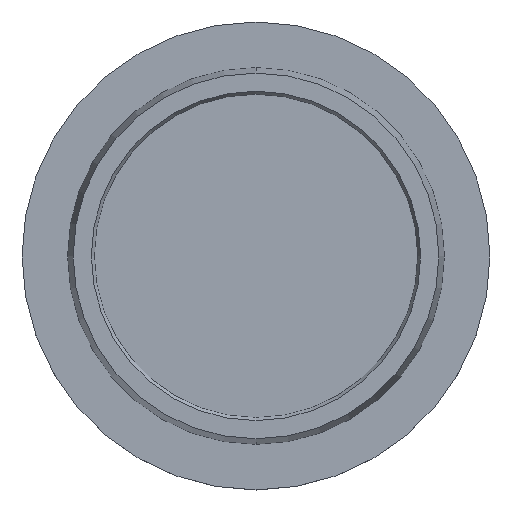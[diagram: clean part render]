
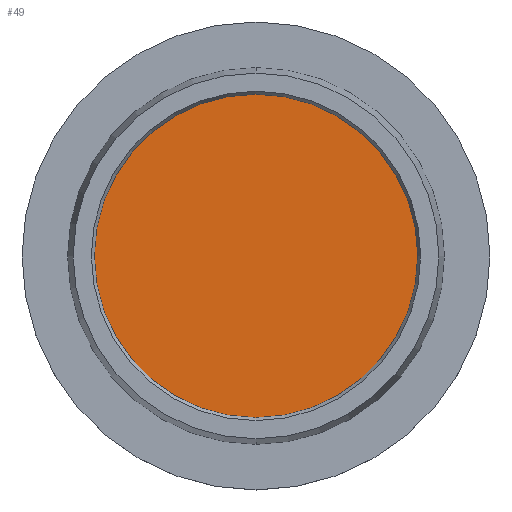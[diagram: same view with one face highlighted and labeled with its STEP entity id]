
A CAD part, top view. The second image highlights one B-rep face of the part: STEP entity #49.
In plain terms, the highlighted planar face has unit normal (0, 0, 1).
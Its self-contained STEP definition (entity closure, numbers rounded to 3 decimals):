
#49=ADVANCED_FACE('',(#100),#101,.T.);
#100=FACE_OUTER_BOUND('',#153,.T.);
#101=PLANE('',#154);
#153=EDGE_LOOP('',(#224,#225));
#154=AXIS2_PLACEMENT_3D('',#226,#227,#228);
#224=ORIENTED_EDGE('',*,*,#314,.T.);
#225=ORIENTED_EDGE('',*,*,#317,.T.);
#226=CARTESIAN_POINT('',(-14.017,0.0,5.0));
#227=DIRECTION('',(0.0,0.,1.0));
#228=DIRECTION('',(0.0,-1.0,0.));
#314=EDGE_CURVE('',#371,#369,#372,.T.);
#317=EDGE_CURVE('',#369,#371,#375,.T.);
#369=VERTEX_POINT('',#435);
#371=VERTEX_POINT('',#438);
#372=CIRCLE('',#439,28.034);
#375=CIRCLE('',#443,28.034);
#435=CARTESIAN_POINT('',(0.,-28.034,5.));
#438=CARTESIAN_POINT('',(0.0,28.034,5.));
#439=AXIS2_PLACEMENT_3D('',#490,#491,#492);
#443=AXIS2_PLACEMENT_3D('',#494,#495,#496);
#490=CARTESIAN_POINT('',(0.0,0.,5.));
#491=DIRECTION('',(0.0,0.,1.0));
#492=DIRECTION('',(0.0,1.0,0.));
#494=CARTESIAN_POINT('',(0.0,0.,5.));
#495=DIRECTION('',(0.0,0.,1.0));
#496=DIRECTION('',(0.0,1.0,0.));
